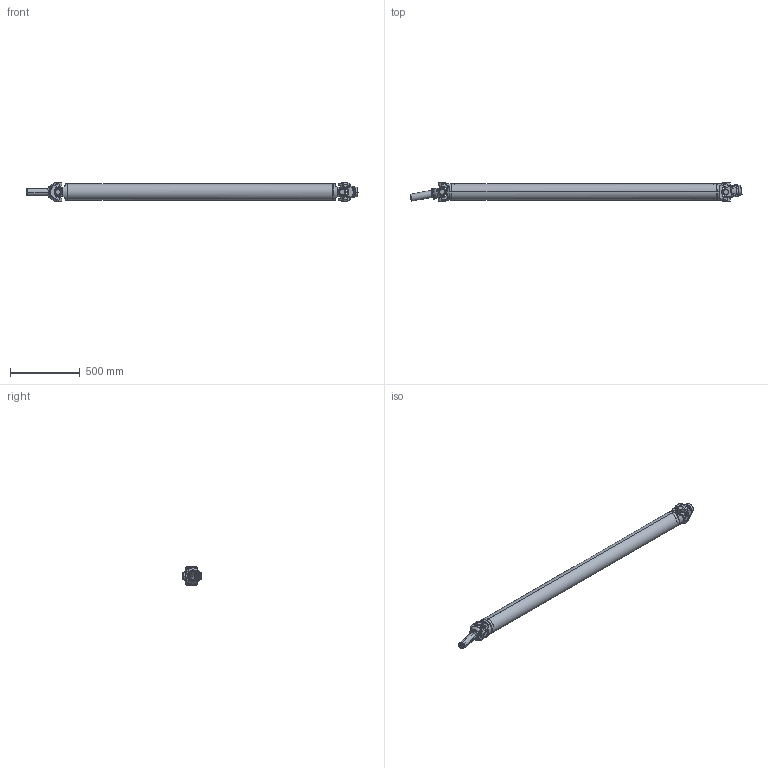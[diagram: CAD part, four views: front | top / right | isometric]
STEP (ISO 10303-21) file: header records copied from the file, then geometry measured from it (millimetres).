
FILE_DESCRIPTION(('FreeCAD Model'),'2;1');
FILE_NAME('Open CASCADE Shape Model','2025-04-17T10:56:46',('FreeCAD'),( 'FreeCAD'),'Open CASCADE STEP processor 7.6','FreeCAD','Unknown');
FILE_SCHEMA(('AUTOMOTIVE_DESIGN { 1 0 10303 214 1 1 1 1 }'));
Products named in the file (1): Open CASCADE STEP translator 7.6 1
Bounding box: 2375.72 x 130.08 x 129.82 mm (x, y, z)
Volume: 4383558.7 mm3; surface area: 1735161.3 mm2
Topology: 15 solids, 15 shells, 981 faces, 2517 edges, 1573 vertices
Faces by surface type: bspline 981
Entity records: 36957 total; most frequent: CARTESIAN_POINT 23018, ORIENTED_EDGE 5002, EDGE_CURVE 2501, VERTEX_POINT 1573, B_SPLINE_CURVE_WITH_KNOTS 1442, FACE_BOUND 1040, EDGE_LOOP 1040, ADVANCED_FACE 981
